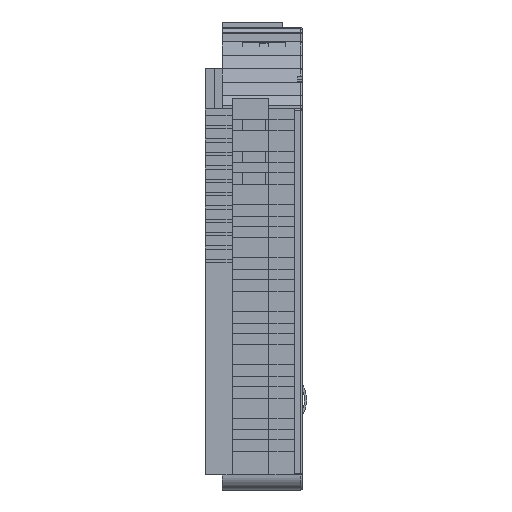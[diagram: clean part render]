
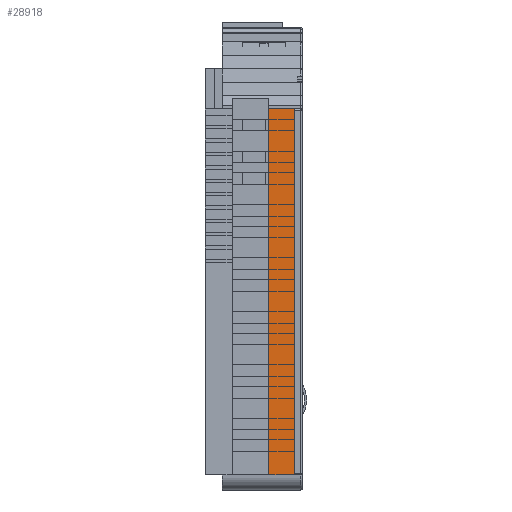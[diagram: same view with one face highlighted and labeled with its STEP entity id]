
A CAD part, front view. The second image highlights one B-rep face of the part: STEP entity #28918.
In plain terms, the highlighted planar face has unit normal (-0.01, -1, 0).
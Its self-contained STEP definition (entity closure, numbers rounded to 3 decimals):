
#131 = DIRECTION ( 'NONE',  ( -1., 0.01, 0. ) ) ;
#1042 = LINE ( 'NONE', #36194, #25082 ) ;
#1895 = PLANE ( 'NONE',  #11517 ) ;
#3159 = CARTESIAN_POINT ( 'NONE',  ( 4.8, -49.681, 22.234 ) ) ;
#3338 = EDGE_CURVE ( 'NONE', #16557, #37842, #15323, .T. ) ;
#4403 = ORIENTED_EDGE ( 'NONE', *, *, #34851, .T. ) ;
#6362 = CARTESIAN_POINT ( 'NONE',  ( 1., -49.642, 22.234 ) ) ;
#6996 = VECTOR ( 'NONE', #32182, 1000. ) ;
#8457 = DIRECTION ( 'NONE',  ( 0.01, 1., 0. ) ) ;
#11053 = DIRECTION ( 'NONE',  ( 0., 0., 1. ) ) ;
#11517 = AXIS2_PLACEMENT_3D ( 'NONE', #27266, #8457, #30439 ) ;
#12359 = CARTESIAN_POINT ( 'NONE',  ( 4.8, -49.681, -32.566 ) ) ;
#13412 = CARTESIAN_POINT ( 'NONE',  ( 1., -49.642, -32.566 ) ) ;
#15323 = LINE ( 'NONE', #25856, #6996 ) ;
#15350 = DIRECTION ( 'NONE',  ( 1., -0.01, 0. ) ) ;
#16557 = VERTEX_POINT ( 'NONE', #28643 ) ;
#18936 = EDGE_LOOP ( 'NONE', ( #4403, #22745, #34898, #34353 ) ) ;
#19273 = EDGE_CURVE ( 'NONE', #26896, #16557, #19731, .T. ) ;
#19731 = LINE ( 'NONE', #12359, #36429 ) ;
#22045 = CARTESIAN_POINT ( 'NONE',  ( 4.8, -49.681, 22.234 ) ) ;
#22098 = EDGE_CURVE ( 'NONE', #26896, #31912, #1042, .T. ) ;
#22688 = LINE ( 'NONE', #22045, #37448 ) ;
#22745 = ORIENTED_EDGE ( 'NONE', *, *, #22098, .F. ) ;
#25082 = VECTOR ( 'NONE', #11053, 1000. ) ;
#25856 = CARTESIAN_POINT ( 'NONE',  ( 4.8, -49.681, -34.817 ) ) ;
#26896 = VERTEX_POINT ( 'NONE', #13412 ) ;
#27266 = CARTESIAN_POINT ( 'NONE',  ( 4.8, -49.681, -34.817 ) ) ;
#28643 = CARTESIAN_POINT ( 'NONE',  ( 4.8, -49.681, -32.566 ) ) ;
#28918 = ADVANCED_FACE ( 'NONE', ( #34053 ), #1895, .F. ) ;
#30439 = DIRECTION ( 'NONE',  ( -1., 0.01, 0. ) ) ;
#31912 = VERTEX_POINT ( 'NONE', #6362 ) ;
#32182 = DIRECTION ( 'NONE',  ( 0., 0., 1. ) ) ;
#34053 = FACE_OUTER_BOUND ( 'NONE', #18936, .T. ) ;
#34353 = ORIENTED_EDGE ( 'NONE', *, *, #3338, .T. ) ;
#34851 = EDGE_CURVE ( 'NONE', #37842, #31912, #22688, .T. ) ;
#34898 = ORIENTED_EDGE ( 'NONE', *, *, #19273, .T. ) ;
#36194 = CARTESIAN_POINT ( 'NONE',  ( 1., -49.642, -34.817 ) ) ;
#36429 = VECTOR ( 'NONE', #15350, 1000. ) ;
#37448 = VECTOR ( 'NONE', #131, 1000. ) ;
#37842 = VERTEX_POINT ( 'NONE', #3159 ) ;
